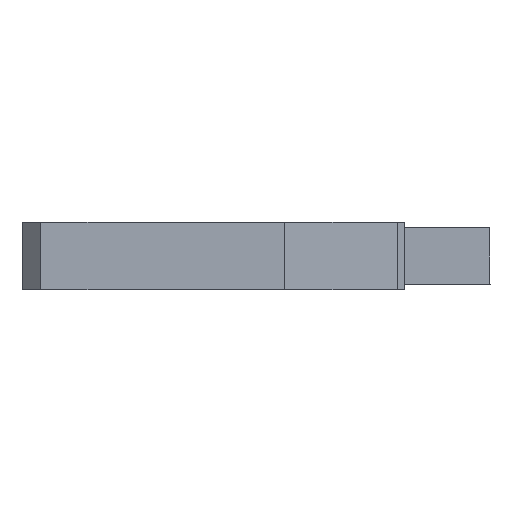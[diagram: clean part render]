
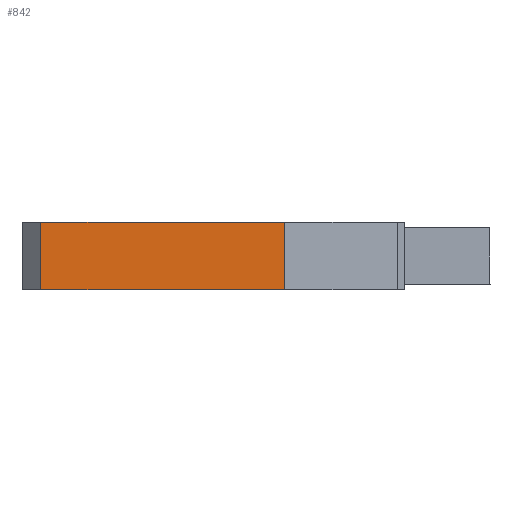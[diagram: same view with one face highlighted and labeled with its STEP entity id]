
A CAD part, left-side view. The second image highlights one B-rep face of the part: STEP entity #842.
In plain terms, the highlighted face is planar.
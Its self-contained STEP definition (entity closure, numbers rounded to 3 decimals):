
#481 = PLANE('',#482);
#482 = AXIS2_PLACEMENT_3D('',#483,#484,#485);
#483 = CARTESIAN_POINT('',(0.,0.,0.));
#484 = DIRECTION('',(0.,-1.,0.));
#485 = DIRECTION('',(0.,0.,-1.));
#540 = PLANE('',#541);
#541 = AXIS2_PLACEMENT_3D('',#542,#543,#544);
#542 = CARTESIAN_POINT('',(0.,18.,0.));
#543 = DIRECTION('',(0.,-1.,0.));
#544 = DIRECTION('',(0.,0.,-1.));
#661 = VERTEX_POINT('',#662);
#662 = CARTESIAN_POINT('',(-15.,0.,-74.));
#671 = PLANE('',#672);
#672 = AXIS2_PLACEMENT_3D('',#673,#674,#675);
#673 = CARTESIAN_POINT('',(15.,0.,-44.));
#674 = DIRECTION('',(0.707,0.,-0.707));
#675 = DIRECTION('',(0.,-1.,0.));
#690 = EDGE_CURVE('',#691,#661,#693,.T.);
#691 = VERTEX_POINT('',#692);
#692 = CARTESIAN_POINT('',(-15.,18.,-74.));
#693 = SURFACE_CURVE('',#694,(#698,#705),.PCURVE_S1.);
#694 = LINE('',#695,#696);
#695 = CARTESIAN_POINT('',(-15.,0.,-74.));
#696 = VECTOR('',#697,1.);
#697 = DIRECTION('',(0.,-1.,0.));
#698 = PCURVE('',#671,#699);
#699 = DEFINITIONAL_REPRESENTATION('',(#700),#704);
#700 = LINE('',#701,#702);
#701 = CARTESIAN_POINT('',(-0.,42.426));
#702 = VECTOR('',#703,1.);
#703 = DIRECTION('',(1.,0.));
#704 = ( GEOMETRIC_REPRESENTATION_CONTEXT(2) 
PARAMETRIC_REPRESENTATION_CONTEXT() REPRESENTATION_CONTEXT('2D SPACE',''
  ) );
#705 = PCURVE('',#706,#711);
#706 = PLANE('',#707);
#707 = AXIS2_PLACEMENT_3D('',#708,#709,#710);
#708 = CARTESIAN_POINT('',(-85.,18.,-74.));
#709 = DIRECTION('',(0.,0.,1.));
#710 = DIRECTION('',(1.,0.,0.));
#711 = DEFINITIONAL_REPRESENTATION('',(#712),#716);
#712 = LINE('',#713,#714);
#713 = CARTESIAN_POINT('',(70.,-18.));
#714 = VECTOR('',#715,1.);
#715 = DIRECTION('',(0.,-1.));
#716 = ( GEOMETRIC_REPRESENTATION_CONTEXT(2) 
PARAMETRIC_REPRESENTATION_CONTEXT() REPRESENTATION_CONTEXT('2D SPACE',''
  ) );
#842 = ADVANCED_FACE('',(#843),#706,.F.);
#843 = FACE_BOUND('',#844,.T.);
#844 = EDGE_LOOP('',(#845,#868,#896,#917));
#845 = ORIENTED_EDGE('',*,*,#846,.T.);
#846 = EDGE_CURVE('',#661,#847,#849,.T.);
#847 = VERTEX_POINT('',#848);
#848 = CARTESIAN_POINT('',(-80.,0.,-74.));
#849 = SURFACE_CURVE('',#850,(#854,#861),.PCURVE_S1.);
#850 = LINE('',#851,#852);
#851 = CARTESIAN_POINT('',(-85.,0.,-74.));
#852 = VECTOR('',#853,1.);
#853 = DIRECTION('',(-1.,0.,0.));
#854 = PCURVE('',#706,#855);
#855 = DEFINITIONAL_REPRESENTATION('',(#856),#860);
#856 = LINE('',#857,#858);
#857 = CARTESIAN_POINT('',(0.,-18.));
#858 = VECTOR('',#859,1.);
#859 = DIRECTION('',(-1.,0.));
#860 = ( GEOMETRIC_REPRESENTATION_CONTEXT(2) 
PARAMETRIC_REPRESENTATION_CONTEXT() REPRESENTATION_CONTEXT('2D SPACE',''
  ) );
#861 = PCURVE('',#481,#862);
#862 = DEFINITIONAL_REPRESENTATION('',(#863),#867);
#863 = LINE('',#864,#865);
#864 = CARTESIAN_POINT('',(74.,-85.));
#865 = VECTOR('',#866,1.);
#866 = DIRECTION('',(0.,-1.));
#867 = ( GEOMETRIC_REPRESENTATION_CONTEXT(2) 
PARAMETRIC_REPRESENTATION_CONTEXT() REPRESENTATION_CONTEXT('2D SPACE',''
  ) );
#868 = ORIENTED_EDGE('',*,*,#869,.T.);
#869 = EDGE_CURVE('',#847,#870,#872,.T.);
#870 = VERTEX_POINT('',#871);
#871 = CARTESIAN_POINT('',(-80.,18.,-74.));
#872 = SURFACE_CURVE('',#873,(#877,#884),.PCURVE_S1.);
#873 = LINE('',#874,#875);
#874 = CARTESIAN_POINT('',(-80.,18.,-74.));
#875 = VECTOR('',#876,1.);
#876 = DIRECTION('',(0.,1.,0.));
#877 = PCURVE('',#706,#878);
#878 = DEFINITIONAL_REPRESENTATION('',(#879),#883);
#879 = LINE('',#880,#881);
#880 = CARTESIAN_POINT('',(5.,0.));
#881 = VECTOR('',#882,1.);
#882 = DIRECTION('',(0.,1.));
#883 = ( GEOMETRIC_REPRESENTATION_CONTEXT(2) 
PARAMETRIC_REPRESENTATION_CONTEXT() REPRESENTATION_CONTEXT('2D SPACE',''
  ) );
#884 = PCURVE('',#885,#890);
#885 = PLANE('',#886);
#886 = AXIS2_PLACEMENT_3D('',#887,#888,#889);
#887 = CARTESIAN_POINT('',(-85.,18.,-69.));
#888 = DIRECTION('',(0.707,0.,0.707));
#889 = DIRECTION('',(0.,-1.,0.));
#890 = DEFINITIONAL_REPRESENTATION('',(#891),#895);
#891 = LINE('',#892,#893);
#892 = CARTESIAN_POINT('',(0.,7.071));
#893 = VECTOR('',#894,1.);
#894 = DIRECTION('',(-1.,0.));
#895 = ( GEOMETRIC_REPRESENTATION_CONTEXT(2) 
PARAMETRIC_REPRESENTATION_CONTEXT() REPRESENTATION_CONTEXT('2D SPACE',''
  ) );
#896 = ORIENTED_EDGE('',*,*,#897,.F.);
#897 = EDGE_CURVE('',#691,#870,#898,.T.);
#898 = SURFACE_CURVE('',#899,(#903,#910),.PCURVE_S1.);
#899 = LINE('',#900,#901);
#900 = CARTESIAN_POINT('',(-85.,18.,-74.));
#901 = VECTOR('',#902,1.);
#902 = DIRECTION('',(-1.,0.,0.));
#903 = PCURVE('',#706,#904);
#904 = DEFINITIONAL_REPRESENTATION('',(#905),#909);
#905 = LINE('',#906,#907);
#906 = CARTESIAN_POINT('',(0.,0.));
#907 = VECTOR('',#908,1.);
#908 = DIRECTION('',(-1.,0.));
#909 = ( GEOMETRIC_REPRESENTATION_CONTEXT(2) 
PARAMETRIC_REPRESENTATION_CONTEXT() REPRESENTATION_CONTEXT('2D SPACE',''
  ) );
#910 = PCURVE('',#540,#911);
#911 = DEFINITIONAL_REPRESENTATION('',(#912),#916);
#912 = LINE('',#913,#914);
#913 = CARTESIAN_POINT('',(74.,-85.));
#914 = VECTOR('',#915,1.);
#915 = DIRECTION('',(0.,-1.));
#916 = ( GEOMETRIC_REPRESENTATION_CONTEXT(2) 
PARAMETRIC_REPRESENTATION_CONTEXT() REPRESENTATION_CONTEXT('2D SPACE',''
  ) );
#917 = ORIENTED_EDGE('',*,*,#690,.T.);
